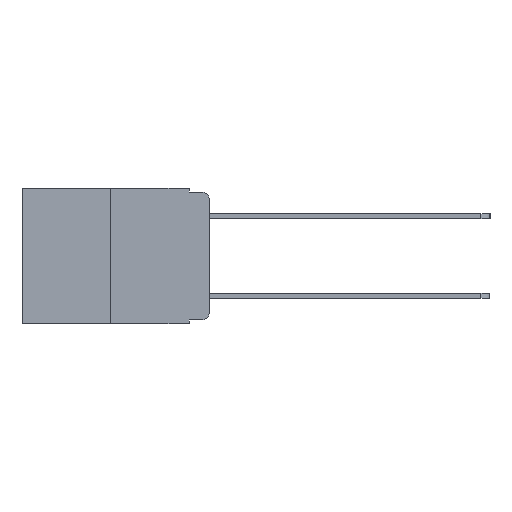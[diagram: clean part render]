
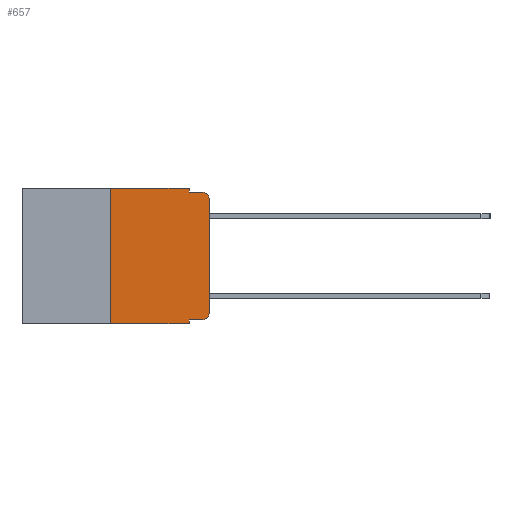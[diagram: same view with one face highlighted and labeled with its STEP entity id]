
A CAD part, left-side view. The second image highlights one B-rep face of the part: STEP entity #657.
In plain terms, the highlighted planar face has unit normal (-1, 0, 0).
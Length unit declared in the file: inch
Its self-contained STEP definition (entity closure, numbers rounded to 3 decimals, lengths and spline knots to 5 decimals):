
#153 = CIRCLE ( 'NONE', #2389, 0.02 ) ;
#432 = VERTEX_POINT ( 'NONE', #1623 ) ;
#442 = EDGE_CURVE ( 'NONE', #3795, #812, #11976, .T. ) ;
#447 = EDGE_CURVE ( 'NONE', #7950, #9547, #7633, .T. ) ;
#473 = EDGE_CURVE ( 'NONE', #10696, #7950, #7049, .T. ) ;
#506 = VECTOR ( 'NONE', #9260, 39.37008 ) ;
#518 = EDGE_CURVE ( 'NONE', #1496, #9629, #6422, .T. ) ;
#538 = EDGE_CURVE ( 'NONE', #2677, #4613, #4350, .T. ) ;
#558 = EDGE_CURVE ( 'NONE', #2677, #432, #8566, .T. ) ;
#577 = EDGE_CURVE ( 'NONE', #432, #3795, #3391, .T. ) ;
#657 = ADVANCED_FACE ( 'NONE', ( #11627 ), #11635, .F. ) ;
#685 = CARTESIAN_POINT ( 'NONE',  ( 0., 0.25, -0.343 ) ) ;
#812 = VERTEX_POINT ( 'NONE', #8115 ) ;
#905 = DIRECTION ( 'NONE',  ( 0., 0., 1. ) ) ;
#1496 = VERTEX_POINT ( 'NONE', #685 ) ;
#1623 = CARTESIAN_POINT ( 'NONE',  ( 0., 0.02, -0.333 ) ) ;
#1810 = ORIENTED_EDGE ( 'NONE', *, *, #2712, .T. ) ;
#1855 = LINE ( 'NONE', #1935, #9289 ) ;
#1876 = DIRECTION ( 'NONE',  ( 0., 0., -1. ) ) ;
#1925 = DIRECTION ( 'NONE',  ( 1., 0., 0. ) ) ;
#1933 = VECTOR ( 'NONE', #1876, 39.37008 ) ;
#1935 = CARTESIAN_POINT ( 'NONE',  ( 0., 0.473, -0.343 ) ) ;
#1949 = DIRECTION ( 'NONE',  ( 0., 0., -1. ) ) ;
#2111 = CARTESIAN_POINT ( 'NONE',  ( 0., 0.02, -0.01 ) ) ;
#2141 = ORIENTED_EDGE ( 'NONE', *, *, #6839, .T. ) ;
#2261 = VECTOR ( 'NONE', #905, 39.37008 ) ;
#2389 = AXIS2_PLACEMENT_3D ( 'NONE', #4734, #11008, #5755 ) ;
#2479 = ORIENTED_EDGE ( 'NONE', *, *, #447, .F. ) ;
#2498 = CARTESIAN_POINT ( 'NONE',  ( 0., 0.25, 0. ) ) ;
#2610 = CARTESIAN_POINT ( 'NONE',  ( 0., 0.051, -0.333 ) ) ;
#2649 = ORIENTED_EDGE ( 'NONE', *, *, #577, .T. ) ;
#2677 = VERTEX_POINT ( 'NONE', #8723 ) ;
#2684 = CARTESIAN_POINT ( 'NONE',  ( 0., 0.051, 0. ) ) ;
#2712 = EDGE_CURVE ( 'NONE', #1496, #4613, #1855, .T. ) ;
#2733 = CARTESIAN_POINT ( 'NONE',  ( 0., 0.051, 0. ) ) ;
#3304 = ORIENTED_EDGE ( 'NONE', *, *, #442, .T. ) ;
#3390 = AXIS2_PLACEMENT_3D ( 'NONE', #4709, #5374, #11108 ) ;
#3391 = CIRCLE ( 'NONE', #3390, 0.02 ) ;
#3492 = AXIS2_PLACEMENT_3D ( 'NONE', #4265, #1925, #10047 ) ;
#3694 = VECTOR ( 'NONE', #9968, 39.37008 ) ;
#3756 = CARTESIAN_POINT ( 'NONE',  ( 0., 0.051, -0.01 ) ) ;
#3795 = VERTEX_POINT ( 'NONE', #4431 ) ;
#4168 = CARTESIAN_POINT ( 'NONE',  ( 0., 0.25, 0. ) ) ;
#4204 = EDGE_LOOP ( 'NONE', ( #3304, #2141, #2479, #4688, #11383, #8825, #1810, #11825, #9490, #2649 ) ) ;
#4265 = CARTESIAN_POINT ( 'NONE',  ( 0., 0.473, 0. ) ) ;
#4346 = DIRECTION ( 'NONE',  ( 0., -1., 0. ) ) ;
#4350 = LINE ( 'NONE', #2733, #6100 ) ;
#4431 = CARTESIAN_POINT ( 'NONE',  ( 0., 0., -0.313 ) ) ;
#4613 = VERTEX_POINT ( 'NONE', #7694 ) ;
#4688 = ORIENTED_EDGE ( 'NONE', *, *, #473, .F. ) ;
#4709 = CARTESIAN_POINT ( 'NONE',  ( 0., 0.02, -0.313 ) ) ;
#4734 = CARTESIAN_POINT ( 'NONE',  ( 0., 0.02, -0.03 ) ) ;
#5374 = DIRECTION ( 'NONE',  ( -1., 0., 0. ) ) ;
#5755 = DIRECTION ( 'NONE',  ( 0., 0., -1. ) ) ;
#6007 = LINE ( 'NONE', #8431, #506 ) ;
#6100 = VECTOR ( 'NONE', #1949, 39.37008 ) ;
#6422 = LINE ( 'NONE', #2498, #3694 ) ;
#6796 = EDGE_CURVE ( 'NONE', #9629, #10696, #6007, .T. ) ;
#6839 = EDGE_CURVE ( 'NONE', #812, #9547, #153, .T. ) ;
#7049 = LINE ( 'NONE', #10851, #1933 ) ;
#7293 = DIRECTION ( 'NONE',  ( 0., -1., 0. ) ) ;
#7633 = LINE ( 'NONE', #3756, #9610 ) ;
#7694 = CARTESIAN_POINT ( 'NONE',  ( 0., 0.051, -0.343 ) ) ;
#7950 = VERTEX_POINT ( 'NONE', #11229 ) ;
#7959 = DIRECTION ( 'NONE',  ( 0., -1., 0. ) ) ;
#8115 = CARTESIAN_POINT ( 'NONE',  ( 0., 0., -0.03 ) ) ;
#8431 = CARTESIAN_POINT ( 'NONE',  ( 0., 0.473, 0. ) ) ;
#8566 = LINE ( 'NONE', #2610, #10509 ) ;
#8723 = CARTESIAN_POINT ( 'NONE',  ( 0., 0.051, -0.333 ) ) ;
#8825 = ORIENTED_EDGE ( 'NONE', *, *, #518, .F. ) ;
#9260 = DIRECTION ( 'NONE',  ( 0., -1., 0. ) ) ;
#9289 = VECTOR ( 'NONE', #7959, 39.37008 ) ;
#9490 = ORIENTED_EDGE ( 'NONE', *, *, #558, .T. ) ;
#9547 = VERTEX_POINT ( 'NONE', #2111 ) ;
#9610 = VECTOR ( 'NONE', #7293, 39.37008 ) ;
#9629 = VERTEX_POINT ( 'NONE', #4168 ) ;
#9968 = DIRECTION ( 'NONE',  ( 0., 0., 1. ) ) ;
#10047 = DIRECTION ( 'NONE',  ( 0., 0., -1. ) ) ;
#10411 = CARTESIAN_POINT ( 'NONE',  ( 0., 0., 0. ) ) ;
#10509 = VECTOR ( 'NONE', #4346, 39.37008 ) ;
#10696 = VERTEX_POINT ( 'NONE', #2684 ) ;
#10851 = CARTESIAN_POINT ( 'NONE',  ( 0., 0.051, 0. ) ) ;
#11008 = DIRECTION ( 'NONE',  ( -1., 0., 0. ) ) ;
#11108 = DIRECTION ( 'NONE',  ( 0., 0., -1. ) ) ;
#11229 = CARTESIAN_POINT ( 'NONE',  ( 0., 0.051, -0.01 ) ) ;
#11383 = ORIENTED_EDGE ( 'NONE', *, *, #6796, .F. ) ;
#11627 = FACE_OUTER_BOUND ( 'NONE', #4204, .T. ) ;
#11635 = PLANE ( 'NONE',  #3492 ) ;
#11825 = ORIENTED_EDGE ( 'NONE', *, *, #538, .F. ) ;
#11976 = LINE ( 'NONE', #10411, #2261 ) ;
